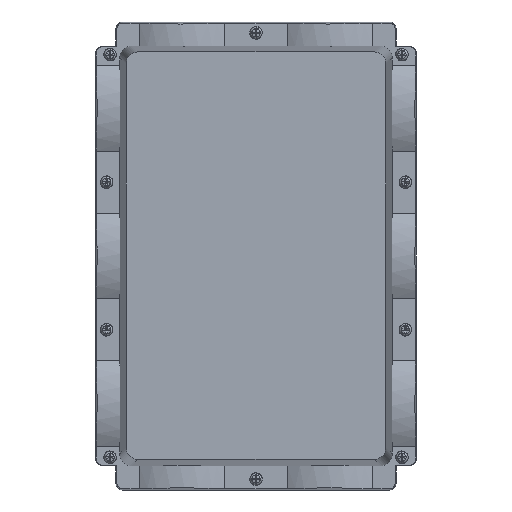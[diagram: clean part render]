
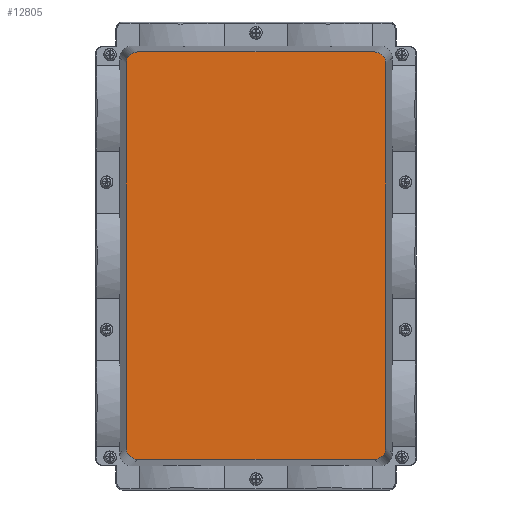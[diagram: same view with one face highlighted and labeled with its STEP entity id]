
A CAD part, top view. The second image highlights one B-rep face of the part: STEP entity #12805.
In plain terms, the highlighted planar face has unit normal (0, 0, 1).
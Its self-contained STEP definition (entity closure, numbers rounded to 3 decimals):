
#12776=AXIS2_PLACEMENT_3D('Plane Axis2P3D',#12773,#12774,#12775) ;
#12422=CARTESIAN_POINT('Control Point',(165.931,260.927,125.)) ;
#12423=CARTESIAN_POINT('Control Point',(168.129,260.927,125.)) ;
#12424=CARTESIAN_POINT('Control Point',(170.329,260.068,125.)) ;
#12425=CARTESIAN_POINT('Control Point',(172.068,258.329,125.)) ;
#12426=CARTESIAN_POINT('Control Point',(172.927,256.129,125.)) ;
#12427=CARTESIAN_POINT('Control Point',(172.927,253.931,125.)) ;
#12428=CARTESIAN_POINT('Vertex',(165.931,260.927,125.)) ;
#12430=CARTESIAN_POINT('Vertex',(172.927,253.931,125.)) ;
#12509=CARTESIAN_POINT('Vertex',(25.069,260.927,125.)) ;
#12512=CARTESIAN_POINT('Line Origine',(95.5,260.927,125.)) ;
#12538=CARTESIAN_POINT('Vertex',(18.073,253.931,125.)) ;
#12542=CARTESIAN_POINT('Control Point',(25.069,260.927,125.)) ;
#12543=CARTESIAN_POINT('Control Point',(22.871,260.927,125.)) ;
#12544=CARTESIAN_POINT('Control Point',(20.671,260.068,125.)) ;
#12545=CARTESIAN_POINT('Control Point',(18.932,258.329,125.)) ;
#12546=CARTESIAN_POINT('Control Point',(18.073,256.129,125.)) ;
#12547=CARTESIAN_POINT('Control Point',(18.073,253.931,125.)) ;
#12615=CARTESIAN_POINT('Vertex',(172.927,25.069,125.)) ;
#12618=CARTESIAN_POINT('Line Origine',(172.927,139.5,125.)) ;
#12643=CARTESIAN_POINT('Control Point',(165.931,18.073,125.)) ;
#12644=CARTESIAN_POINT('Control Point',(168.129,18.073,125.)) ;
#12645=CARTESIAN_POINT('Control Point',(170.329,18.932,125.)) ;
#12646=CARTESIAN_POINT('Control Point',(172.068,20.671,125.)) ;
#12647=CARTESIAN_POINT('Control Point',(172.927,22.871,125.)) ;
#12648=CARTESIAN_POINT('Control Point',(172.927,25.069,125.)) ;
#12649=CARTESIAN_POINT('Vertex',(165.931,18.073,125.)) ;
#12720=CARTESIAN_POINT('Line Origine',(18.073,139.5,125.)) ;
#12724=CARTESIAN_POINT('Vertex',(18.073,25.069,125.)) ;
#12750=CARTESIAN_POINT('Line Origine',(95.5,18.073,125.)) ;
#12754=CARTESIAN_POINT('Vertex',(25.069,18.073,125.)) ;
#12773=CARTESIAN_POINT('Axis2P3D Location',(95.5,95.5,125.)) ;
#12779=CARTESIAN_POINT('Control Point',(25.069,18.073,125.)) ;
#12780=CARTESIAN_POINT('Control Point',(24.407,18.073,125.)) ;
#12781=CARTESIAN_POINT('Control Point',(23.744,18.151,125.)) ;
#12782=CARTESIAN_POINT('Control Point',(23.094,18.308,125.)) ;
#12783=CARTESIAN_POINT('Control Point',(21.843,18.772,125.)) ;
#12784=CARTESIAN_POINT('Control Point',(20.736,19.515,125.)) ;
#12785=CARTESIAN_POINT('Control Point',(20.228,19.952,125.)) ;
#12786=CARTESIAN_POINT('Control Point',(19.327,20.936,125.)) ;
#12787=CARTESIAN_POINT('Control Point',(18.68,22.103,125.)) ;
#12788=CARTESIAN_POINT('Control Point',(18.427,22.723,125.)) ;
#12789=CARTESIAN_POINT('Control Point',(18.195,23.571,125.)) ;
#12790=CARTESIAN_POINT('Control Point',(18.097,24.439,125.)) ;
#12791=CARTESIAN_POINT('Control Point',(18.081,24.648,125.)) ;
#12792=CARTESIAN_POINT('Control Point',(18.073,24.859,125.)) ;
#12793=CARTESIAN_POINT('Control Point',(18.073,25.069,125.)) ;
#12513=DIRECTION('Vector Direction',(-1.,0.,0.)) ;
#12619=DIRECTION('Vector Direction',(0.,1.,0.)) ;
#12721=DIRECTION('Vector Direction',(0.,1.,0.)) ;
#12751=DIRECTION('Vector Direction',(-1.,0.,0.)) ;
#12774=DIRECTION('Axis2P3D Direction',(0.,0.,1.)) ;
#12775=DIRECTION('Axis2P3D XDirection',(1.,0.,0.)) ;
#12514=VECTOR('Line Direction',#12513,1.) ;
#12620=VECTOR('Line Direction',#12619,1.) ;
#12722=VECTOR('Line Direction',#12721,1.) ;
#12752=VECTOR('Line Direction',#12751,1.) ;
#12796=ORIENTED_EDGE('',*,*,#12756,.T.) ;
#12797=ORIENTED_EDGE('',*,*,#12651,.F.) ;
#12798=ORIENTED_EDGE('',*,*,#12622,.T.) ;
#12799=ORIENTED_EDGE('',*,*,#12432,.F.) ;
#12800=ORIENTED_EDGE('',*,*,#12516,.T.) ;
#12801=ORIENTED_EDGE('',*,*,#12548,.F.) ;
#12802=ORIENTED_EDGE('',*,*,#12726,.T.) ;
#12803=ORIENTED_EDGE('',*,*,#12794,.F.) ;
#12805=ADVANCED_FACE('Hauptk\X2\00F6\X0\rper',(#12804),#12777,.T.) ;
#12421=B_SPLINE_CURVE_WITH_KNOTS('',5,(#12422,#12423,#12424,#12425,#12426,#12427),.UNSPECIFIED.,.F.,.U.,(6,6),(0.,15.541),.UNSPECIFIED.) ;
#12541=B_SPLINE_CURVE_WITH_KNOTS('',5,(#12542,#12543,#12544,#12545,#12546,#12547),.UNSPECIFIED.,.F.,.U.,(6,6),(0.,15.541),.UNSPECIFIED.) ;
#12642=B_SPLINE_CURVE_WITH_KNOTS('',5,(#12643,#12644,#12645,#12646,#12647,#12648),.UNSPECIFIED.,.F.,.U.,(6,6),(0.,15.541),.UNSPECIFIED.) ;
#12778=B_SPLINE_CURVE_WITH_KNOTS('',5,(#12779,#12780,#12781,#12782,#12783,#12784,#12785,#12786,#12787,#12788,#12789,#12790,#12791,#12792,#12793),.UNSPECIFIED.,.F.,.U.,(6,3,3,3,6),(0.,4.683,9.369,14.055,15.541),.UNSPECIFIED.) ;
#12432=EDGE_CURVE('',#12429,#12431,#12421,.T.) ;
#12516=EDGE_CURVE('',#12429,#12510,#12515,.T.) ;
#12548=EDGE_CURVE('',#12539,#12510,#12541,.F.) ;
#12622=EDGE_CURVE('',#12616,#12431,#12621,.T.) ;
#12651=EDGE_CURVE('',#12616,#12650,#12642,.F.) ;
#12726=EDGE_CURVE('',#12539,#12725,#12723,.F.) ;
#12756=EDGE_CURVE('',#12755,#12650,#12753,.F.) ;
#12794=EDGE_CURVE('',#12755,#12725,#12778,.T.) ;
#12795=EDGE_LOOP('',(#12796,#12797,#12798,#12799,#12800,#12801,#12802,#12803)) ;
#12804=FACE_OUTER_BOUND('',#12795,.T.) ;
#12515=LINE('Line',#12512,#12514) ;
#12621=LINE('Line',#12618,#12620) ;
#12723=LINE('Line',#12720,#12722) ;
#12753=LINE('Line',#12750,#12752) ;
#12777=PLANE('',#12776) ;
#12429=VERTEX_POINT('',#12428) ;
#12431=VERTEX_POINT('',#12430) ;
#12510=VERTEX_POINT('',#12509) ;
#12539=VERTEX_POINT('',#12538) ;
#12616=VERTEX_POINT('',#12615) ;
#12650=VERTEX_POINT('',#12649) ;
#12725=VERTEX_POINT('',#12724) ;
#12755=VERTEX_POINT('',#12754) ;
